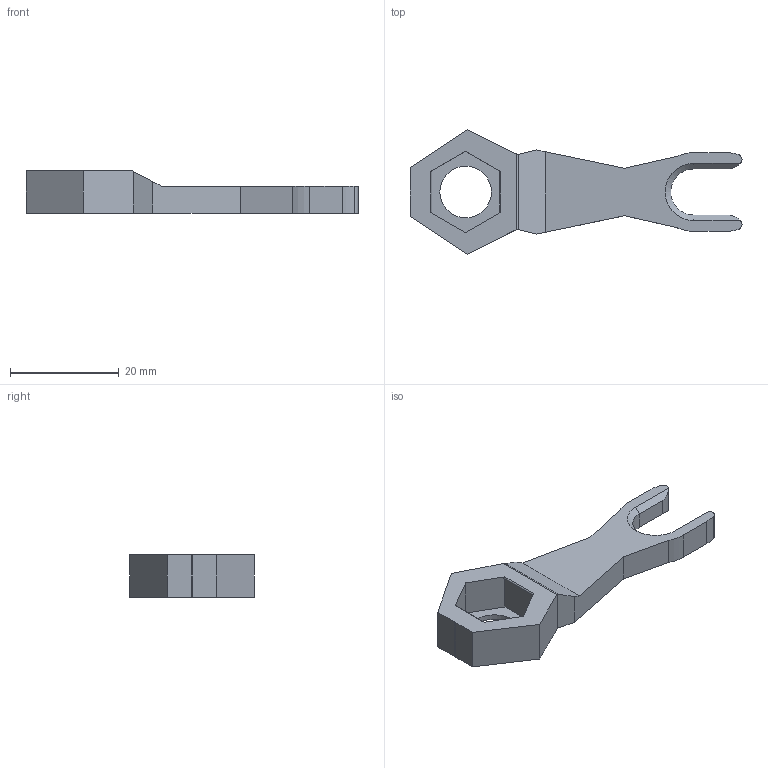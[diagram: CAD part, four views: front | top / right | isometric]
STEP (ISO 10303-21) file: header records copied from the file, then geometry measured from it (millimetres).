
FILE_DESCRIPTION (( 'STEP AP203' ), '1' );
FILE_NAME ('04_Anti wobble.STEP', '2016-09-13T09:27:31', ( '' ), ( '' ), 'SwSTEP 2.0', 'SolidWorks 2016', '' );
FILE_SCHEMA (( 'CONFIG_CONTROL_DESIGN' ));
Length unit declared in the file: millimetre
Products named in the file (1): 04_Anti wobble
Bounding box: 61.14 x 22.97 x 7.8 mm (x, y, z)
Volume: 3734.4 mm3; surface area: 2720.9 mm2
Topology: 1 solids, 1 shells, 53 faces, 146 edges, 96 vertices
Faces by surface type: plane 33, cylinder 16, cone 3, bspline 1
Entity records: 1769 total; most frequent: CARTESIAN_POINT 355, ORIENTED_EDGE 292, DIRECTION 264, EDGE_CURVE 146, VECTOR 102, LINE 102, VERTEX_POINT 96, AXIS2_PLACEMENT_3D 81
